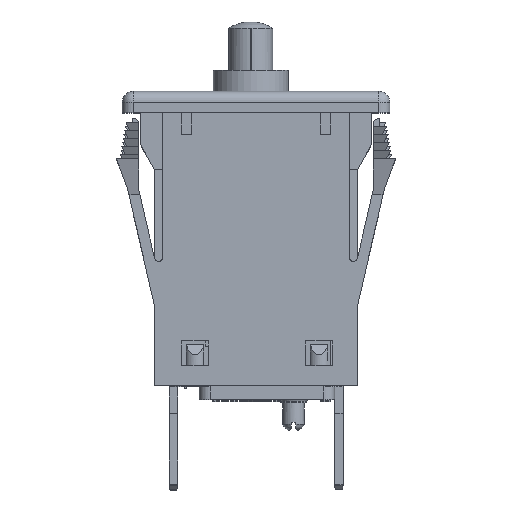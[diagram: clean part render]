
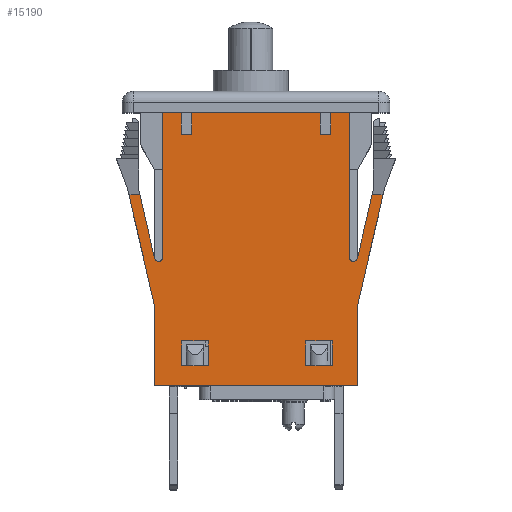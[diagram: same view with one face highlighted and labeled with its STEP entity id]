
A CAD part, top view. The second image highlights one B-rep face of the part: STEP entity #15190.
In plain terms, the highlighted planar face has unit normal (0, 0, 1).
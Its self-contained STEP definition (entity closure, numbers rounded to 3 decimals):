
#1762=DIRECTION('',(0.,-1.,0.));
#1763=VECTOR('',#1762,2.);
#1764=CARTESIAN_POINT('',(6.5,26.5,5.5));
#1765=LINE('',#1764,#1763);
#1766=DIRECTION('',(1.,0.,0.));
#1767=VECTOR('',#1766,1.);
#1768=CARTESIAN_POINT('',(6.5,24.5,5.5));
#1769=LINE('',#1768,#1767);
#1770=DIRECTION('',(0.,-1.,0.));
#1771=VECTOR('',#1770,2.);
#1772=CARTESIAN_POINT('',(7.5,26.5,5.5));
#1773=LINE('',#1772,#1771);
#1774=DIRECTION('',(1.,0.,0.));
#1775=VECTOR('',#1774,1.7);
#1776=CARTESIAN_POINT('',(7.5,26.5,5.5));
#1777=LINE('',#1776,#1775);
#1778=DIRECTION('',(0.,1.,0.));
#1779=VECTOR('',#1778,13.5);
#1780=CARTESIAN_POINT('',(9.2,13.,5.5));
#1781=LINE('',#1780,#1779);
#1782=CARTESIAN_POINT('',(9.6,13.,5.5));
#1783=DIRECTION('',(0.,0.,1.));
#1784=DIRECTION('',(-1.,0.,0.));
#1785=AXIS2_PLACEMENT_3D('',#1782,#1783,#1784);
#1787=DIRECTION('',(0.,1.,0.));
#1788=VECTOR('',#1787,7.509);
#1789=CARTESIAN_POINT('',(10.,1.,5.5));
#1790=LINE('',#1789,#1788);
#1791=DIRECTION('',(-1.,0.,0.));
#1792=VECTOR('',#1791,19.);
#1793=CARTESIAN_POINT('',(10.,1.,5.5));
#1794=LINE('',#1793,#1792);
#1795=DIRECTION('',(0.,-1.,0.));
#1796=VECTOR('',#1795,7.509);
#1797=CARTESIAN_POINT('',(-9.,8.509,5.5));
#1798=LINE('',#1797,#1796);
#1799=CARTESIAN_POINT('',(-8.6,13.,5.5));
#1800=DIRECTION('',(0.,0.,1.));
#1801=DIRECTION('',(-0.974,-0.225,0.));
#1802=AXIS2_PLACEMENT_3D('',#1799,#1800,#1801);
#1804=DIRECTION('',(0.,-1.,0.));
#1805=VECTOR('',#1804,13.5);
#1806=CARTESIAN_POINT('',(-8.2,26.5,5.5));
#1807=LINE('',#1806,#1805);
#1808=DIRECTION('',(1.,0.,0.));
#1809=VECTOR('',#1808,1.7);
#1810=CARTESIAN_POINT('',(-8.2,26.5,5.5));
#1811=LINE('',#1810,#1809);
#1812=DIRECTION('',(0.,-1.,0.));
#1813=VECTOR('',#1812,2.);
#1814=CARTESIAN_POINT('',(-6.5,26.5,5.5));
#1815=LINE('',#1814,#1813);
#1816=DIRECTION('',(1.,0.,0.));
#1817=VECTOR('',#1816,1.);
#1818=CARTESIAN_POINT('',(-6.5,24.5,5.5));
#1819=LINE('',#1818,#1817);
#1820=DIRECTION('',(0.,-1.,0.));
#1821=VECTOR('',#1820,2.);
#1822=CARTESIAN_POINT('',(-5.5,26.5,5.5));
#1823=LINE('',#1822,#1821);
#1824=DIRECTION('',(1.,0.,0.));
#1825=VECTOR('',#1824,12.);
#1826=CARTESIAN_POINT('',(-5.5,26.5,5.5));
#1827=LINE('',#1826,#1825);
#1828=DIRECTION('',(0.,-1.,0.));
#1829=VECTOR('',#1828,2.3);
#1830=CARTESIAN_POINT('',(-6.45,5.17,5.5));
#1831=LINE('',#1830,#1829);
#1832=DIRECTION('',(1.,0.,0.));
#1833=VECTOR('',#1832,2.5);
#1834=CARTESIAN_POINT('',(-6.45,2.87,5.5));
#1835=LINE('',#1834,#1833);
#1836=DIRECTION('',(0.,1.,0.));
#1837=VECTOR('',#1836,2.3);
#1838=CARTESIAN_POINT('',(-3.95,2.87,5.5));
#1839=LINE('',#1838,#1837);
#1840=DIRECTION('',(-1.,0.,0.));
#1841=VECTOR('',#1840,2.5);
#1842=CARTESIAN_POINT('',(-3.95,5.17,5.5));
#1843=LINE('',#1842,#1841);
#1844=DIRECTION('',(0.,-1.,0.));
#1845=VECTOR('',#1844,2.3);
#1846=CARTESIAN_POINT('',(5.15,5.17,5.5));
#1847=LINE('',#1846,#1845);
#1848=DIRECTION('',(1.,0.,0.));
#1849=VECTOR('',#1848,2.5);
#1850=CARTESIAN_POINT('',(5.15,2.87,5.5));
#1851=LINE('',#1850,#1849);
#1852=DIRECTION('',(0.,1.,0.));
#1853=VECTOR('',#1852,2.3);
#1854=CARTESIAN_POINT('',(7.65,2.87,5.5));
#1855=LINE('',#1854,#1853);
#1856=DIRECTION('',(-1.,0.,0.));
#1857=VECTOR('',#1856,2.5);
#1858=CARTESIAN_POINT('',(7.65,5.17,5.5));
#1859=LINE('',#1858,#1857);
#1966=DIRECTION('',(-0.225,0.974,0.));
#1967=VECTOR('',#1966,6.087);
#1968=CARTESIAN_POINT('',(-8.99,12.91,5.5));
#1969=LINE('',#1968,#1967);
#1978=DIRECTION('',(-1.,0.,0.));
#1979=VECTOR('',#1978,1.026);
#1980=CARTESIAN_POINT('',(-10.359,18.841,5.5));
#1981=LINE('',#1980,#1979);
#2340=DIRECTION('',(0.225,-0.974,0.));
#2341=VECTOR('',#2340,10.604);
#2342=CARTESIAN_POINT('',(-11.385,18.841,5.5));
#2343=LINE('',#2342,#2341);
#2740=DIRECTION('',(0.225,0.974,0.));
#2741=VECTOR('',#2740,10.604);
#2742=CARTESIAN_POINT('',(10.,8.509,5.5));
#2743=LINE('',#2742,#2741);
#2748=DIRECTION('',(1.,0.,0.));
#2749=VECTOR('',#2748,1.026);
#2750=CARTESIAN_POINT('',(11.359,18.841,5.5));
#2751=LINE('',#2750,#2749);
#2913=DIRECTION('',(-0.225,-0.974,0.));
#2914=VECTOR('',#2913,6.087);
#2915=CARTESIAN_POINT('',(11.359,18.841,5.5));
#2916=LINE('',#2915,#2914);
#9817=CARTESIAN_POINT('',(9.2,26.5,5.5));
#9818=VERTEX_POINT('',#9817);
#9821=CARTESIAN_POINT('',(-8.2,26.5,5.5));
#9822=VERTEX_POINT('',#9821);
#9832=CARTESIAN_POINT('',(10.,1.,5.5));
#9834=VERTEX_POINT('',#9832);
#9837=CARTESIAN_POINT('',(9.2,13.,5.5));
#9838=VERTEX_POINT('',#9837);
#9841=CARTESIAN_POINT('',(-8.2,13.,5.5));
#9842=VERTEX_POINT('',#9841);
#9844=CARTESIAN_POINT('',(-9.,1.,5.5));
#9846=VERTEX_POINT('',#9844);
#10129=CARTESIAN_POINT('',(10.,8.509,5.5));
#10130=CARTESIAN_POINT('',(12.385,18.841,5.5));
#10131=VERTEX_POINT('',#10129);
#10132=VERTEX_POINT('',#10130);
#10137=CARTESIAN_POINT('',(11.359,18.841,5.5));
#10138=CARTESIAN_POINT('',(9.99,12.91,5.5));
#10139=VERTEX_POINT('',#10137);
#10140=VERTEX_POINT('',#10138);
#10165=CARTESIAN_POINT('',(-11.385,18.841,5.5));
#10166=CARTESIAN_POINT('',(-9.,8.509,5.5));
#10167=VERTEX_POINT('',#10165);
#10168=VERTEX_POINT('',#10166);
#10169=CARTESIAN_POINT('',(-8.99,12.91,5.5));
#10170=CARTESIAN_POINT('',(-10.359,18.841,5.5));
#10171=VERTEX_POINT('',#10169);
#10172=VERTEX_POINT('',#10170);
#10307=CARTESIAN_POINT('',(6.5,26.5,5.5));
#10308=CARTESIAN_POINT('',(6.5,24.5,5.5));
#10309=VERTEX_POINT('',#10307);
#10310=VERTEX_POINT('',#10308);
#10311=CARTESIAN_POINT('',(7.5,24.5,5.5));
#10312=VERTEX_POINT('',#10311);
#10313=CARTESIAN_POINT('',(7.5,26.5,5.5));
#10314=VERTEX_POINT('',#10313);
#10315=CARTESIAN_POINT('',(-6.5,26.5,5.5));
#10316=CARTESIAN_POINT('',(-6.5,24.5,5.5));
#10317=VERTEX_POINT('',#10315);
#10318=VERTEX_POINT('',#10316);
#10319=CARTESIAN_POINT('',(-5.5,24.5,5.5));
#10320=VERTEX_POINT('',#10319);
#10321=CARTESIAN_POINT('',(-5.5,26.5,5.5));
#10322=VERTEX_POINT('',#10321);
#10375=CARTESIAN_POINT('',(-6.45,5.17,5.5));
#10376=CARTESIAN_POINT('',(-6.45,2.87,5.5));
#10377=VERTEX_POINT('',#10375);
#10378=VERTEX_POINT('',#10376);
#10379=CARTESIAN_POINT('',(-3.95,2.87,5.5));
#10380=VERTEX_POINT('',#10379);
#10381=CARTESIAN_POINT('',(-3.95,5.17,5.5));
#10382=VERTEX_POINT('',#10381);
#10383=CARTESIAN_POINT('',(5.15,5.17,5.5));
#10384=CARTESIAN_POINT('',(5.15,2.87,5.5));
#10385=VERTEX_POINT('',#10383);
#10386=VERTEX_POINT('',#10384);
#10387=CARTESIAN_POINT('',(7.65,2.87,5.5));
#10388=VERTEX_POINT('',#10387);
#10389=CARTESIAN_POINT('',(7.65,5.17,5.5));
#10390=VERTEX_POINT('',#10389);
#15131=CARTESIAN_POINT('',(0.,1.,5.5));
#15132=DIRECTION('',(0.,0.,1.));
#15133=DIRECTION('',(1.,0.,0.));
#15134=AXIS2_PLACEMENT_3D('',#15131,#15132,#15133);
#15135=PLANE('',#15134);
#15136=ORIENTED_EDGE('',*,*,#14878,.T.);
#15137=ORIENTED_EDGE('',*,*,#14908,.T.);
#15138=ORIENTED_EDGE('',*,*,#14937,.F.);
#15139=ORIENTED_EDGE('',*,*,#14990,.T.);
#15141=ORIENTED_EDGE('',*,*,#15140,.F.);
#15143=ORIENTED_EDGE('',*,*,#15142,.T.);
#15145=ORIENTED_EDGE('',*,*,#15144,.F.);
#15147=ORIENTED_EDGE('',*,*,#15146,.T.);
#15149=ORIENTED_EDGE('',*,*,#15148,.F.);
#15151=ORIENTED_EDGE('',*,*,#15150,.F.);
#15152=ORIENTED_EDGE('',*,*,#14687,.T.);
#15154=ORIENTED_EDGE('',*,*,#15153,.F.);
#15156=ORIENTED_EDGE('',*,*,#15155,.F.);
#15158=ORIENTED_EDGE('',*,*,#15157,.F.);
#15160=ORIENTED_EDGE('',*,*,#15159,.F.);
#15162=ORIENTED_EDGE('',*,*,#15161,.T.);
#15164=ORIENTED_EDGE('',*,*,#15163,.F.);
#15165=ORIENTED_EDGE('',*,*,#15004,.T.);
#15166=ORIENTED_EDGE('',*,*,#15067,.T.);
#15167=ORIENTED_EDGE('',*,*,#15095,.T.);
#15168=ORIENTED_EDGE('',*,*,#15122,.F.);
#15169=ORIENTED_EDGE('',*,*,#14996,.T.);
#15170=EDGE_LOOP('',(#15136,#15137,#15138,#15139,#15141,#15143,#15145,#15147,
#15149,#15151,#15152,#15154,#15156,#15158,#15160,#15162,#15164,#15165,#15166,
#15167,#15168,#15169));
#15171=FACE_OUTER_BOUND('',#15170,.F.);
#15173=ORIENTED_EDGE('',*,*,#15172,.T.);
#15174=ORIENTED_EDGE('',*,*,#13358,.T.);
#15176=ORIENTED_EDGE('',*,*,#15175,.T.);
#15178=ORIENTED_EDGE('',*,*,#15177,.T.);
#15179=EDGE_LOOP('',(#15173,#15174,#15176,#15178));
#15180=FACE_BOUND('',#15179,.F.);
#15182=ORIENTED_EDGE('',*,*,#15181,.T.);
#15183=ORIENTED_EDGE('',*,*,#13189,.T.);
#15185=ORIENTED_EDGE('',*,*,#15184,.T.);
#15187=ORIENTED_EDGE('',*,*,#15186,.T.);
#15188=EDGE_LOOP('',(#15182,#15183,#15185,#15187));
#15189=FACE_BOUND('',#15188,.F.);
#1786=CIRCLE('',#1785,0.4);
#1803=CIRCLE('',#1802,0.4);
#13189=EDGE_CURVE('',#10386,#10388,#1851,.T.);
#13358=EDGE_CURVE('',#10378,#10380,#1835,.T.);
#14687=EDGE_CURVE('',#9834,#9846,#1794,.T.);
#14878=EDGE_CURVE('',#10309,#10310,#1765,.T.);
#14908=EDGE_CURVE('',#10310,#10312,#1769,.T.);
#14937=EDGE_CURVE('',#10314,#10312,#1773,.T.);
#14990=EDGE_CURVE('',#10314,#9818,#1777,.T.);
#14996=EDGE_CURVE('',#10322,#10309,#1827,.T.);
#15004=EDGE_CURVE('',#9822,#10317,#1811,.T.);
#15067=EDGE_CURVE('',#10317,#10318,#1815,.T.);
#15095=EDGE_CURVE('',#10318,#10320,#1819,.T.);
#15122=EDGE_CURVE('',#10322,#10320,#1823,.T.);
#15140=EDGE_CURVE('',#9838,#9818,#1781,.T.);
#15142=EDGE_CURVE('',#9838,#10140,#1786,.T.);
#15144=EDGE_CURVE('',#10139,#10140,#2916,.T.);
#15146=EDGE_CURVE('',#10139,#10132,#2751,.T.);
#15148=EDGE_CURVE('',#10131,#10132,#2743,.T.);
#15150=EDGE_CURVE('',#9834,#10131,#1790,.T.);
#15153=EDGE_CURVE('',#10168,#9846,#1798,.T.);
#15155=EDGE_CURVE('',#10167,#10168,#2343,.T.);
#15157=EDGE_CURVE('',#10172,#10167,#1981,.T.);
#15159=EDGE_CURVE('',#10171,#10172,#1969,.T.);
#15161=EDGE_CURVE('',#10171,#9842,#1803,.T.);
#15163=EDGE_CURVE('',#9822,#9842,#1807,.T.);
#15172=EDGE_CURVE('',#10377,#10378,#1831,.T.);
#15175=EDGE_CURVE('',#10380,#10382,#1839,.T.);
#15177=EDGE_CURVE('',#10382,#10377,#1843,.T.);
#15181=EDGE_CURVE('',#10385,#10386,#1847,.T.);
#15184=EDGE_CURVE('',#10388,#10390,#1855,.T.);
#15186=EDGE_CURVE('',#10390,#10385,#1859,.T.);
#15190=ADVANCED_FACE('',(#15171,#15180,#15189),#15135,.T.);
